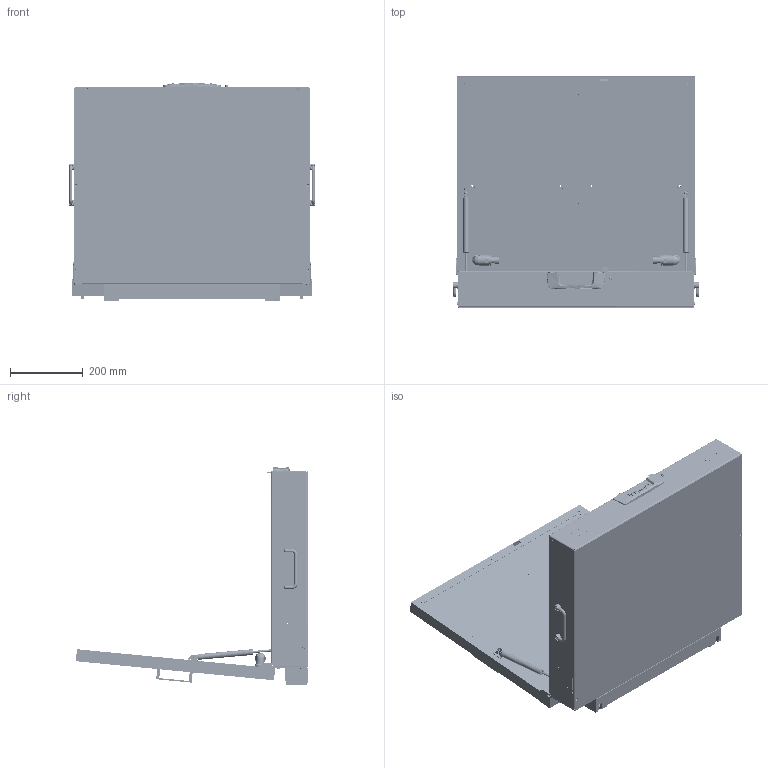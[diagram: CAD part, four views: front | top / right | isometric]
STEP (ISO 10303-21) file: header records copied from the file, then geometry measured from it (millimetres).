
FILE_DESCRIPTION (( 'STEP AP214' ), '1' );
FILE_NAME ('INGUN_114619_open.STEP', '2024-02-06T14:05:40', ( '' ), ( '' ), 'SwSTEP 2.0', 'SolidWorks 2021', '' );
FILE_SCHEMA (( 'AUTOMOTIVE_DESIGN' ));
Length unit declared in the file: millimetre
Products named in the file (62): DIN988~n_06x12x0,1; 114555~0_Kunde<S>; 3366~0; ISO7380~n_M04,0x012; 11657~0; 49317~0; 113592~0_S; DIN923~n_M04x03; 100974~1_KUNDE<S>; DIN912~n_M04,0x012; 113713~0_S; 114556~0_S; 114364~0_S; 8078~0_ausgefahren<Standard>; DIN125~n_04,3 M04,0; 19420~3; 113760~1_S; 110324~0_Spring Pin 3 x 14 - St; Gewindebuchse~n_M04-07,5 offen; 115289~0_S; 109145~1_S; 113714~0; 114196_004~0_S; 112035~1; 112034~0_S; 115770~0_S; 1607~1; 112024~0_S; 11655~0; DIN7991~n_M03,0x012; 114196_002~0; 114196_001~0; 112026~0_Mitte<S>; 112176~0_S; 32171~0_S; 112992~2_S; 113701~0_S; 114543~2_KUNDE<S>; 109683~0_S; 112087~2_S ...
Assembly tree (125 placements, depth 5):
  INGUN_114619_open
    113700~0_S
      113701~0_S
      32171~0_S
      112992~2_S  x2
      49317~0  x2
      114196~0  x2
        114196_001~0
        114196_002~0
        114196_003~0
        114196_004~0_S
      DIN912~n_M04,0x012
      112024~0_S
      112025~2_S
      DIN125~n_04,3 M04,0
      DIN985-A2~n_M04,0
      112026~0_Mitte<S>
      ISO7380~n_M03,0x005
      114364~0_S
    114543~2_KUNDE<S>
      115770~0_S
        114545~0_S
        Gewindebuchse~n_M04-07,5 offen  x8
      114548~0_S  x2
      114555~0_Kunde<S>  x2
        100974~1_KUNDE<S>
        100974~1_KUNDE<S>
        100974~1_KUNDE<S>
        100974~1_KUNDE<S>
      113760~1_S
      114556~0_S
      1607~1  x4
      112176~0_S  x2
        112087~2_S
          111995~2_S
          115289~0_S
        49317~0
      19420~3  x2
      11657~0  x2
      11655~0  x2
      ISO7380~n_M04,0x012  x3
    8078~0_ausgefahren<Standard>
      8078_1~0
      8078_2~0
    8078~0_flexibel <Standard>
      8078_1~0
      8078_2~0
    113713~0_S
      113714~0
      DIN7991~n_M03,0x006  x8
    113592~0_S
      113694~1
      DIN125~n_04,3 M04,0  x4
      ISO7380~n_M04,0x008  x4
    109145~1_S
      112132~0_S
      112034~0_S
      112036~0_S  x2
      112035~1  x2
      3366~0
Bounding box: 674 x 637.21 x 597.82 mm (x, y, z)
Volume: 7904345.9 mm3; surface area: 3532643.4 mm2
Topology: 125 solids, 125 shells, 4996 faces, 12202 edges, 7777 vertices
Faces by surface type: plane 2322, cylinder 1985, cone 446, torus 124, bspline 119
Entity records: 90525 total; most frequent: CARTESIAN_POINT 26922, DIRECTION 12879, ORIENTED_EDGE 11938, EDGE_CURVE 5969, AXIS2_PLACEMENT_3D 4840, VERTEX_POINT 3821, LINE 3199, VECTOR 3199
